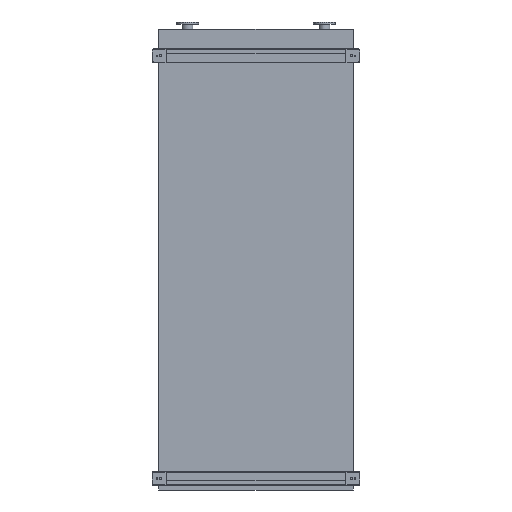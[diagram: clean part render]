
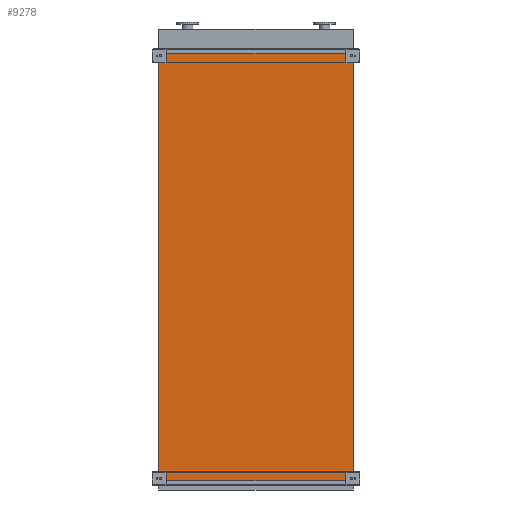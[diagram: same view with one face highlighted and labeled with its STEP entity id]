
A CAD part, front view. The second image highlights one B-rep face of the part: STEP entity #9278.
In plain terms, the highlighted planar face has unit normal (0, -1, 0).
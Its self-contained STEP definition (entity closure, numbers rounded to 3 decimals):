
#100 = CARTESIAN_POINT ( 'NONE',  ( -965., 0., -4250. ) ) ;
#753 = CARTESIAN_POINT ( 'NONE',  ( -965., 0., 0. ) ) ;
#824 = LINE ( 'NONE', #21112, #10655 ) ;
#1049 = ORIENTED_EDGE ( 'NONE', *, *, #1747, .T. ) ;
#1747 = EDGE_CURVE ( 'NONE', #17356, #2971, #824, .T. ) ;
#1804 = DIRECTION ( 'NONE',  ( 0., -1., 0. ) ) ;
#2018 = LINE ( 'NONE', #100, #21056 ) ;
#2971 = VERTEX_POINT ( 'NONE', #14369 ) ;
#4560 = EDGE_LOOP ( 'NONE', ( #9706, #14627, #20113, #1049 ) ) ;
#6181 = LINE ( 'NONE', #18575, #20325 ) ;
#6697 = DIRECTION ( 'NONE',  ( 1., 0., 0. ) ) ;
#8214 = DIRECTION ( 'NONE',  ( 0., 0., 1. ) ) ;
#8393 = LINE ( 'NONE', #10385, #18180 ) ;
#8760 = VERTEX_POINT ( 'NONE', #16501 ) ;
#9278 = ADVANCED_FACE ( 'NONE', ( #12418 ), #10992, .T. ) ;
#9315 = DIRECTION ( 'NONE',  ( 1., 0., 0. ) ) ;
#9706 = ORIENTED_EDGE ( 'NONE', *, *, #23201, .F. ) ;
#9784 = EDGE_CURVE ( 'NONE', #8760, #23778, #2018, .T. ) ;
#10385 = CARTESIAN_POINT ( 'NONE',  ( -965., 0., 0. ) ) ;
#10655 = VECTOR ( 'NONE', #8214, 1000. ) ;
#10992 = PLANE ( 'NONE',  #22563 ) ;
#11190 = DIRECTION ( 'NONE',  ( 0., 0., 1. ) ) ;
#12418 = FACE_OUTER_BOUND ( 'NONE', #4560, .T. ) ;
#14369 = CARTESIAN_POINT ( 'NONE',  ( 965., 0., 0. ) ) ;
#14627 = ORIENTED_EDGE ( 'NONE', *, *, #9784, .F. ) ;
#14697 = DIRECTION ( 'NONE',  ( 0., 0., -1. ) ) ;
#16501 = CARTESIAN_POINT ( 'NONE',  ( -965., 0., -4250. ) ) ;
#17356 = VERTEX_POINT ( 'NONE', #18761 ) ;
#18180 = VECTOR ( 'NONE', #6697, 1000. ) ;
#18575 = CARTESIAN_POINT ( 'NONE',  ( -965., 0., -4250. ) ) ;
#18761 = CARTESIAN_POINT ( 'NONE',  ( 965., 0., -4250. ) ) ;
#20113 = ORIENTED_EDGE ( 'NONE', *, *, #20751, .T. ) ;
#20325 = VECTOR ( 'NONE', #9315, 1000. ) ;
#20751 = EDGE_CURVE ( 'NONE', #8760, #17356, #6181, .T. ) ;
#21056 = VECTOR ( 'NONE', #11190, 1000. ) ;
#21112 = CARTESIAN_POINT ( 'NONE',  ( 965., 0., -4250. ) ) ;
#22563 = AXIS2_PLACEMENT_3D ( 'NONE', #23889, #1804, #14697 ) ;
#23201 = EDGE_CURVE ( 'NONE', #23778, #2971, #8393, .T. ) ;
#23778 = VERTEX_POINT ( 'NONE', #753 ) ;
#23889 = CARTESIAN_POINT ( 'NONE',  ( -965., 0., -4250. ) ) ;
